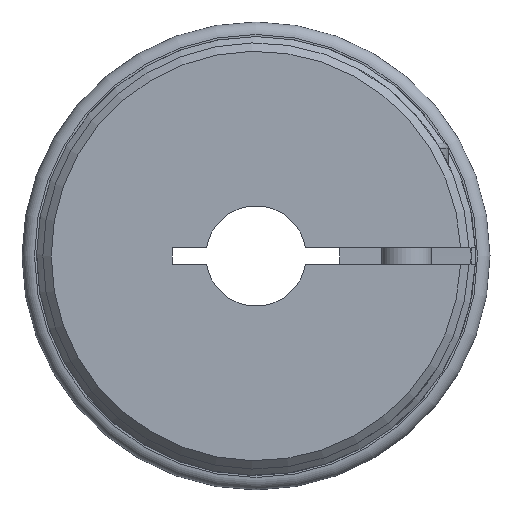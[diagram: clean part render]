
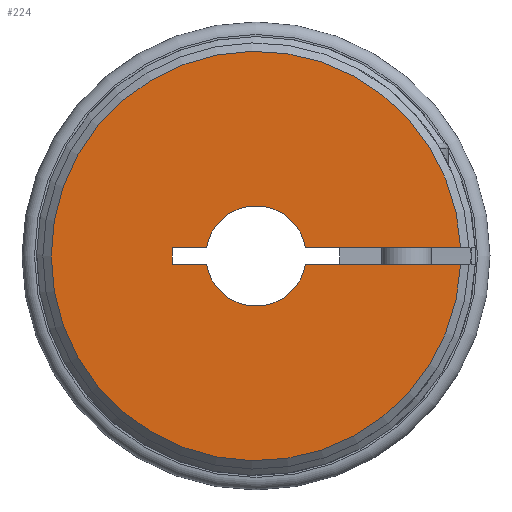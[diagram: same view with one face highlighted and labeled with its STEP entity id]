
A CAD part, left-side view. The second image highlights one B-rep face of the part: STEP entity #224.
In plain terms, the highlighted planar face has unit normal (-1, 0, 0).
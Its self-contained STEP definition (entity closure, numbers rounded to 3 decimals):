
#224 = ADVANCED_FACE( '', ( #543 ), #544, .T. );
#543 = FACE_OUTER_BOUND( '', #970, .T. );
#544 = PLANE( '', #971 );
#970 = EDGE_LOOP( '', ( #1558, #1559, #1560, #1561, #1562, #1563, #1564, #1565 ) );
#971 = AXIS2_PLACEMENT_3D( '', #1566, #1567, #1568 );
#1558 = ORIENTED_EDGE( '', *, *, #2263, .F. );
#1559 = ORIENTED_EDGE( '', *, *, #2264, .T. );
#1560 = ORIENTED_EDGE( '', *, *, #2265, .F. );
#1561 = ORIENTED_EDGE( '', *, *, #2153, .F. );
#1562 = ORIENTED_EDGE( '', *, *, #2266, .F. );
#1563 = ORIENTED_EDGE( '', *, *, #2267, .T. );
#1564 = ORIENTED_EDGE( '', *, *, #2189, .F. );
#1565 = ORIENTED_EDGE( '', *, *, #2268, .F. );
#1566 = CARTESIAN_POINT( '', ( -27.978, 0., 5. ) );
#1567 = DIRECTION( '', ( -1., 0., 0. ) );
#1568 = DIRECTION( '', ( 0., -1., 0. ) );
#2153 = EDGE_CURVE( '', #2506, #2507, #2508, .T. );
#2189 = EDGE_CURVE( '', #2565, #2560, #2567, .T. );
#2263 = EDGE_CURVE( '', #2679, #2680, #2681, .T. );
#2264 = EDGE_CURVE( '', #2679, #2682, #2683, .F. );
#2265 = EDGE_CURVE( '', #2507, #2682, #2684, .T. );
#2266 = EDGE_CURVE( '', #2685, #2506, #2686, .T. );
#2267 = EDGE_CURVE( '', #2685, #2560, #2687, .F. );
#2268 = EDGE_CURVE( '', #2680, #2565, #2688, .T. );
#2506 = VERTEX_POINT( '', #2982 );
#2507 = VERTEX_POINT( '', #2983 );
#2508 = LINE( '', #2984, #2985 );
#2560 = VERTEX_POINT( '', #3050 );
#2565 = VERTEX_POINT( '', #3058 );
#2567 = LINE( '', #3061, #3062 );
#2679 = VERTEX_POINT( '', #3328 );
#2680 = VERTEX_POINT( '', #3329 );
#2681 = LINE( '', #3330, #3331 );
#2682 = VERTEX_POINT( '', #3332 );
#2683 = CIRCLE( '', #3333, 6. );
#2684 = LINE( '', #3334, #3335 );
#2685 = VERTEX_POINT( '', #3336 );
#2686 = LINE( '', #3337, #3338 );
#2687 = CIRCLE( '', #3339, 6. );
#2688 = CIRCLE( '', #3340, 24.5 );
#2982 = CARTESIAN_POINT( '', ( -27.978, 10., 1. ) );
#2983 = CARTESIAN_POINT( '', ( -27.978, 10., -1. ) );
#2984 = CARTESIAN_POINT( '', ( -27.978, 10., 5. ) );
#2985 = VECTOR( '', #3940, 1000. );
#3050 = CARTESIAN_POINT( '', ( -27.978, -5.916, 1. ) );
#3058 = CARTESIAN_POINT( '', ( -27.978, -24.48, 1. ) );
#3061 = CARTESIAN_POINT( '', ( -27.978, 0., 1. ) );
#3062 = VECTOR( '', #3988, 1000. );
#3328 = CARTESIAN_POINT( '', ( -27.978, -5.916, -1. ) );
#3329 = CARTESIAN_POINT( '', ( -27.978, -24.48, -1. ) );
#3330 = CARTESIAN_POINT( '', ( -27.978, 0., -1. ) );
#3331 = VECTOR( '', #4080, 1000. );
#3332 = CARTESIAN_POINT( '', ( -27.978, 5.916, -1. ) );
#3333 = AXIS2_PLACEMENT_3D( '', #4081, #4082, #4083 );
#3334 = CARTESIAN_POINT( '', ( -27.978, 0., -1. ) );
#3335 = VECTOR( '', #4084, 1000. );
#3336 = CARTESIAN_POINT( '', ( -27.978, 5.916, 1. ) );
#3337 = CARTESIAN_POINT( '', ( -27.978, 0., 1. ) );
#3338 = VECTOR( '', #4085, 1000. );
#3339 = AXIS2_PLACEMENT_3D( '', #4086, #4087, #4088 );
#3340 = AXIS2_PLACEMENT_3D( '', #4089, #4090, #4091 );
#3940 = DIRECTION( '', ( 0., 0., -1. ) );
#3988 = DIRECTION( '', ( 0., 1., 0. ) );
#4080 = DIRECTION( '', ( 0., -1., 0. ) );
#4081 = CARTESIAN_POINT( '', ( -27.978, 0., 0. ) );
#4082 = DIRECTION( '', ( -1., 0., 0. ) );
#4083 = DIRECTION( '', ( 0., -1., 0. ) );
#4084 = DIRECTION( '', ( 0., -1., 0. ) );
#4085 = DIRECTION( '', ( 0., 1., 0. ) );
#4086 = CARTESIAN_POINT( '', ( -27.978, 0., 0. ) );
#4087 = DIRECTION( '', ( -1., 0., 0. ) );
#4088 = DIRECTION( '', ( 0., -1., 0. ) );
#4089 = CARTESIAN_POINT( '', ( -27.978, 0., 0. ) );
#4090 = DIRECTION( '', ( 1., 0., 0. ) );
#4091 = DIRECTION( '', ( 0., 0., 1. ) );
